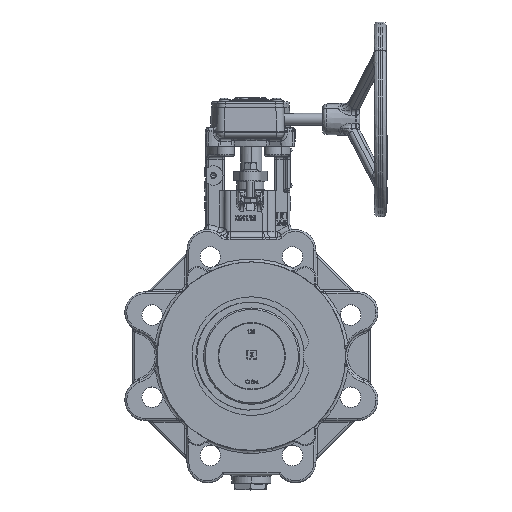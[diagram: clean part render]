
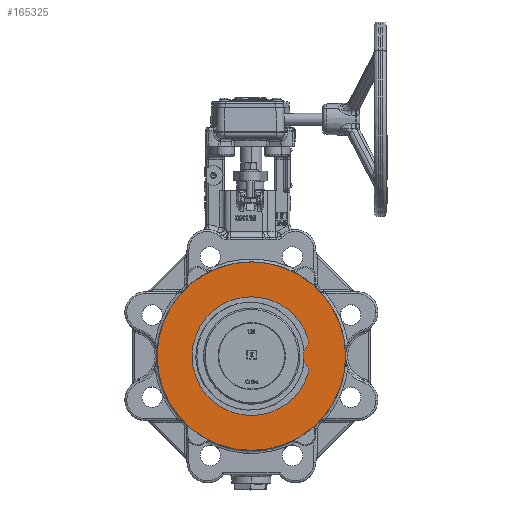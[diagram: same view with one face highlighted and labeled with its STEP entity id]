
A CAD part, top view. The second image highlights one B-rep face of the part: STEP entity #165325.
In plain terms, the highlighted planar face has unit normal (0, 0, 1).
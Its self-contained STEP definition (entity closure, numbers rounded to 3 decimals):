
#1920 = CARTESIAN_POINT ( 'NONE',  ( 55.675, 7.553, 31. ) ) ;
#4594 = AXIS2_PLACEMENT_3D ( 'NONE', #169445, #241587, #284419 ) ;
#4791 = CARTESIAN_POINT ( 'NONE',  ( -96.5, 0., 31. ) ) ;
#7520 = VERTEX_POINT ( 'NONE', #289493 ) ;
#8204 = AXIS2_PLACEMENT_3D ( 'NONE', #76822, #31257, #101941 ) ;
#11514 = DIRECTION ( 'NONE',  ( 0., 0., -1. ) ) ;
#19905 = CARTESIAN_POINT ( 'NONE',  ( 0., 0., 31. ) ) ;
#25499 = DIRECTION ( 'NONE',  ( -1., 0., 0. ) ) ;
#29356 = AXIS2_PLACEMENT_3D ( 'NONE', #162091, #134238, #224152 ) ;
#30335 = AXIS2_PLACEMENT_3D ( 'NONE', #104644, #150312, #58928 ) ;
#31257 = DIRECTION ( 'NONE',  ( 0., 0., -1. ) ) ;
#40516 = ORIENTED_EDGE ( 'NONE', *, *, #284021, .T. ) ;
#47777 = VERTEX_POINT ( 'NONE', #239260 ) ;
#53661 = CARTESIAN_POINT ( 'NONE',  ( 26.523, 0., 31. ) ) ;
#57272 = CIRCLE ( 'NONE', #269100, 12. ) ;
#58928 = DIRECTION ( 'NONE',  ( -1., 0., 0. ) ) ;
#61410 = EDGE_CURVE ( 'NONE', #277075, #97516, #81068, .T. ) ;
#62840 = ORIENTED_EDGE ( 'NONE', *, *, #114198, .F. ) ;
#76822 = CARTESIAN_POINT ( 'NONE',  ( 0., 0., 31. ) ) ;
#81068 = CIRCLE ( 'NONE', #138263, 12. ) ;
#81671 = DIRECTION ( 'NONE',  ( -1., 0., 0. ) ) ;
#86470 = CIRCLE ( 'NONE', #124245, 60.75 ) ;
#89191 = DIRECTION ( 'NONE',  ( -1., 0., 0. ) ) ;
#91135 = EDGE_CURVE ( 'NONE', #47777, #155765, #240570, .T. ) ;
#93355 = EDGE_CURVE ( 'NONE', #209290, #7520, #195106, .T. ) ;
#97516 = VERTEX_POINT ( 'NONE', #165983 ) ;
#101941 = DIRECTION ( 'NONE',  ( -1., 0., 0. ) ) ;
#103548 = EDGE_CURVE ( 'NONE', #133871, #97516, #149388, .T. ) ;
#104644 = CARTESIAN_POINT ( 'NONE',  ( 46.35, -15.106, 31. ) ) ;
#111187 = DIRECTION ( 'NONE',  ( -1., 0., 0. ) ) ;
#114198 = EDGE_CURVE ( 'NONE', #7520, #234189, #156434, .T. ) ;
#116815 = CARTESIAN_POINT ( 'NONE',  ( 65., 0., 31. ) ) ;
#117888 = CARTESIAN_POINT ( 'NONE',  ( 55.675, -7.553, 31. ) ) ;
#124245 = AXIS2_PLACEMENT_3D ( 'NONE', #19905, #134865, #111187 ) ;
#125728 = EDGE_LOOP ( 'NONE', ( #245988, #131842, #218624, #183187, #40516, #62840, #253188 ) ) ;
#126415 = CARTESIAN_POINT ( 'NONE',  ( 0., 0., 31. ) ) ;
#131842 = ORIENTED_EDGE ( 'NONE', *, *, #173561, .T. ) ;
#133871 = VERTEX_POINT ( 'NONE', #182194 ) ;
#134238 = DIRECTION ( 'NONE',  ( 0., 0., 1. ) ) ;
#134865 = DIRECTION ( 'NONE',  ( 0., 0., -1. ) ) ;
#138263 = AXIS2_PLACEMENT_3D ( 'NONE', #170313, #146687, #81671 ) ;
#143415 = VERTEX_POINT ( 'NONE', #145466 ) ;
#145466 = CARTESIAN_POINT ( 'NONE',  ( 0., -60.75, 31. ) ) ;
#146687 = DIRECTION ( 'NONE',  ( 0., 0., 1. ) ) ;
#147960 = FACE_OUTER_BOUND ( 'NONE', #200826, .T. ) ;
#149388 = CIRCLE ( 'NONE', #191702, 60.75 ) ;
#150312 = DIRECTION ( 'NONE',  ( 0., 0., 1. ) ) ;
#154317 = EDGE_CURVE ( 'NONE', #155765, #47777, #258943, .T. ) ;
#155765 = VERTEX_POINT ( 'NONE', #4791 ) ;
#156434 = CIRCLE ( 'NONE', #29356, 12. ) ;
#158506 = CARTESIAN_POINT ( 'NONE',  ( 0., 0., 31. ) ) ;
#162091 = CARTESIAN_POINT ( 'NONE',  ( 46.35, -15.106, 31. ) ) ;
#165325 = ADVANCED_FACE ( 'NONE', ( #147960, #192221 ), #282278, .F. ) ;
#165983 = CARTESIAN_POINT ( 'NONE',  ( 57.76, 18.825, 31. ) ) ;
#169445 = CARTESIAN_POINT ( 'NONE',  ( 0., 0., 31. ) ) ;
#170313 = CARTESIAN_POINT ( 'NONE',  ( 46.35, 15.106, 31. ) ) ;
#173561 = EDGE_CURVE ( 'NONE', #143415, #133871, #86470, .T. ) ;
#182194 = CARTESIAN_POINT ( 'NONE',  ( 0., 60.75, 31. ) ) ;
#183187 = ORIENTED_EDGE ( 'NONE', *, *, #61410, .F. ) ;
#185112 = AXIS2_PLACEMENT_3D ( 'NONE', #53661, #235064, #258726 ) ;
#187116 = CARTESIAN_POINT ( 'NONE',  ( 57.76, -18.825, 31. ) ) ;
#191702 = AXIS2_PLACEMENT_3D ( 'NONE', #126415, #11514, #214910 ) ;
#192221 = FACE_BOUND ( 'NONE', #125728, .T. ) ;
#195106 = CIRCLE ( 'NONE', #30335, 12. ) ;
#200826 = EDGE_LOOP ( 'NONE', ( #263650, #227980 ) ) ;
#204173 = DIRECTION ( 'NONE',  ( 0., 0., 1. ) ) ;
#206758 = DIRECTION ( 'NONE',  ( 0., 0., 1. ) ) ;
#209290 = VERTEX_POINT ( 'NONE', #187116 ) ;
#214910 = DIRECTION ( 'NONE',  ( -1., 0., 0. ) ) ;
#218624 = ORIENTED_EDGE ( 'NONE', *, *, #103548, .T. ) ;
#224152 = DIRECTION ( 'NONE',  ( -1., 0., 0. ) ) ;
#227980 = ORIENTED_EDGE ( 'NONE', *, *, #154317, .T. ) ;
#234189 = VERTEX_POINT ( 'NONE', #117888 ) ;
#235064 = DIRECTION ( 'NONE',  ( 0., 0., -1. ) ) ;
#239260 = CARTESIAN_POINT ( 'NONE',  ( 96.5, 0., 31. ) ) ;
#240570 = CIRCLE ( 'NONE', #264068, 96.5 ) ;
#241587 = DIRECTION ( 'NONE',  ( 0., 0., 1. ) ) ;
#245988 = ORIENTED_EDGE ( 'NONE', *, *, #280960, .T. ) ;
#253188 = ORIENTED_EDGE ( 'NONE', *, *, #93355, .F. ) ;
#258726 = DIRECTION ( 'NONE',  ( -1., 0., 0. ) ) ;
#258943 = CIRCLE ( 'NONE', #4594, 96.5 ) ;
#263650 = ORIENTED_EDGE ( 'NONE', *, *, #91135, .T. ) ;
#264068 = AXIS2_PLACEMENT_3D ( 'NONE', #158506, #204173, #89191 ) ;
#269100 = AXIS2_PLACEMENT_3D ( 'NONE', #116815, #206758, #25499 ) ;
#277075 = VERTEX_POINT ( 'NONE', #1920 ) ;
#280960 = EDGE_CURVE ( 'NONE', #209290, #143415, #290681, .T. ) ;
#282278 = PLANE ( 'NONE',  #185112 ) ;
#284021 = EDGE_CURVE ( 'NONE', #277075, #234189, #57272, .T. ) ;
#284419 = DIRECTION ( 'NONE',  ( -1., 0., 0. ) ) ;
#289493 = CARTESIAN_POINT ( 'NONE',  ( 58.35, -15.106, 31. ) ) ;
#290681 = CIRCLE ( 'NONE', #8204, 60.75 ) ;
